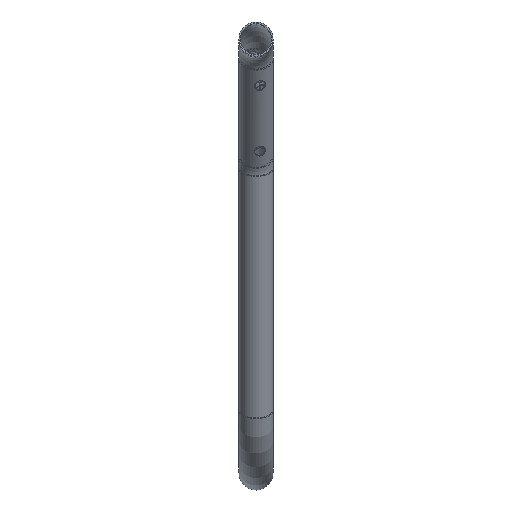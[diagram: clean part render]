
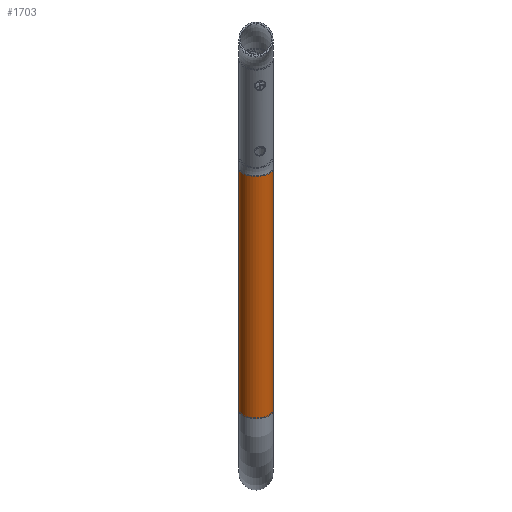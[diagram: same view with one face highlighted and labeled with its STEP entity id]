
A CAD part, top view. The second image highlights one B-rep face of the part: STEP entity #1703.
In plain terms, the highlighted cylindrical face has radius 16 mm (diameter 32 mm), a full revolution.
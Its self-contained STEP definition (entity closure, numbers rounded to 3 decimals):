
#61=CYLINDRICAL_SURFACE('',#1871,16.);
#322=FACE_BOUND('',#527,.T.);
#377=FACE_OUTER_BOUND('',#526,.T.);
#526=EDGE_LOOP('',(#1351));
#527=EDGE_LOOP('',(#1352));
#622=CIRCLE('',#1794,16.);
#625=CIRCLE('',#1798,16.);
#728=VERTEX_POINT('',#2547);
#731=VERTEX_POINT('',#2554);
#907=EDGE_CURVE('',#728,#728,#622,.T.);
#910=EDGE_CURVE('',#731,#731,#625,.T.);
#1351=ORIENTED_EDGE('',*,*,#910,.F.);
#1352=ORIENTED_EDGE('',*,*,#907,.T.);
#1703=ADVANCED_FACE('',(#377,#322),#61,.T.);
#1794=AXIS2_PLACEMENT_3D('',#2548,#1975,#1976);
#1798=AXIS2_PLACEMENT_3D('',#2555,#1983,#1984);
#1871=AXIS2_PLACEMENT_3D('',#7080,#2138,#2139);
#1975=DIRECTION('center_axis',(0.,0.906,0.423));
#1976=DIRECTION('ref_axis',(1.,0.,0.));
#1983=DIRECTION('center_axis',(0.,0.906,0.423));
#1984=DIRECTION('ref_axis',(1.,0.,0.));
#2138=DIRECTION('center_axis',(0.,-0.906,-0.423));
#2139=DIRECTION('ref_axis',(0.,0.423,-0.906));
#2547=CARTESIAN_POINT('',(0.,-340.609,-722.605));
#2548=CARTESIAN_POINT('Origin',(0.,-347.371,-708.104));
#2554=CARTESIAN_POINT('',(0.,-127.556,-587.949));
#2555=CARTESIAN_POINT('Origin',(0.,-120.794,-602.45));
#7080=CARTESIAN_POINT('Origin',(0.,-120.794,-602.45));
